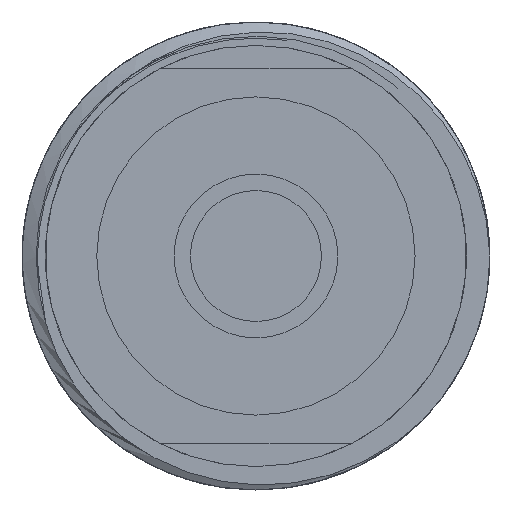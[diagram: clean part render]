
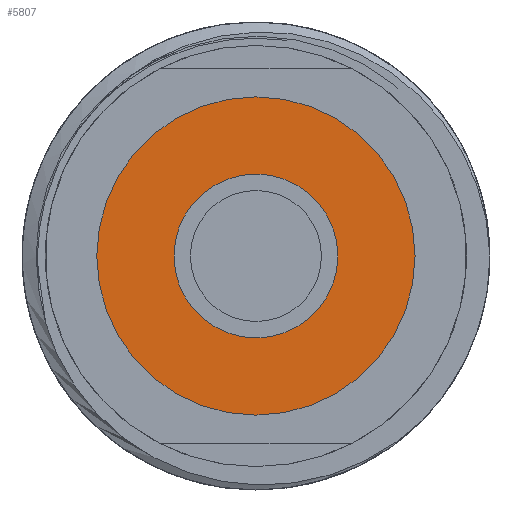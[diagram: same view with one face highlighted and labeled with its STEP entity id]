
A CAD part, left-side view. The second image highlights one B-rep face of the part: STEP entity #5807.
In plain terms, the highlighted face is planar.
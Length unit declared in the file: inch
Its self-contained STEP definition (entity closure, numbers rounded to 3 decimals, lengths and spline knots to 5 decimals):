
#115 = DIRECTION ( 'NONE',  ( 0., -1., 0. ) ) ;
#144 = CARTESIAN_POINT ( 'NONE',  ( 0., -0.07874, 0. ) ) ;
#148 = EDGE_CURVE ( 'NONE', #5324, #5232, #707, .T. ) ;
#213 = ORIENTED_EDGE ( 'NONE', *, *, #2523, .F. ) ;
#411 = EDGE_CURVE ( 'NONE', #5192, #3548, #1748, .T. ) ;
#462 = PLANE ( 'NONE',  #3177 ) ;
#510 = CARTESIAN_POINT ( 'NONE',  ( 0.0689, -0.07874, 0. ) ) ;
#511 = DIRECTION ( 'NONE',  ( 0., 1., 0. ) ) ;
#659 = CARTESIAN_POINT ( 'NONE',  ( 0., -0.07874, 0.0689 ) ) ;
#707 = CIRCLE ( 'NONE', #2122, 0.0689 ) ;
#719 = CIRCLE ( 'NONE', #2319, 0.13386 ) ;
#852 = CARTESIAN_POINT ( 'NONE',  ( 0., -0.07874, 0.13386 ) ) ;
#898 = ORIENTED_EDGE ( 'NONE', *, *, #4072, .F. ) ;
#967 = CARTESIAN_POINT ( 'NONE',  ( 0., -0.07874, -0.13386 ) ) ;
#1403 = DIRECTION ( 'NONE',  ( 0., 1., 0. ) ) ;
#1453 = FACE_OUTER_BOUND ( 'NONE', #4861, .T. ) ;
#1642 = DIRECTION ( 'NONE',  ( 0., 1., 0. ) ) ;
#1748 = CIRCLE ( 'NONE', #5009, 0.13386 ) ;
#1873 = CARTESIAN_POINT ( 'NONE',  ( 0., -0.07874, -0.0689 ) ) ;
#1948 = CIRCLE ( 'NONE', #2983, 0.0689 ) ;
#1955 = DIRECTION ( 'NONE',  ( 0., 0., -1. ) ) ;
#2122 = AXIS2_PLACEMENT_3D ( 'NONE', #3510, #3539, #3157 ) ;
#2319 = AXIS2_PLACEMENT_3D ( 'NONE', #3659, #511, #3108 ) ;
#2523 = EDGE_CURVE ( 'NONE', #3548, #5192, #719, .T. ) ;
#2983 = AXIS2_PLACEMENT_3D ( 'NONE', #144, #115, #1955 ) ;
#3108 = DIRECTION ( 'NONE',  ( 0., 0., -1. ) ) ;
#3157 = DIRECTION ( 'NONE',  ( 0., 0., -1. ) ) ;
#3177 = AXIS2_PLACEMENT_3D ( 'NONE', #510, #1403, #5028 ) ;
#3255 = EDGE_LOOP ( 'NONE', ( #3986, #898 ) ) ;
#3443 = DIRECTION ( 'NONE',  ( 0., 0., -1. ) ) ;
#3510 = CARTESIAN_POINT ( 'NONE',  ( 0., -0.07874, 0. ) ) ;
#3539 = DIRECTION ( 'NONE',  ( 0., -1., 0. ) ) ;
#3548 = VERTEX_POINT ( 'NONE', #967 ) ;
#3627 = ORIENTED_EDGE ( 'NONE', *, *, #411, .F. ) ;
#3659 = CARTESIAN_POINT ( 'NONE',  ( 0., -0.07874, 0. ) ) ;
#3986 = ORIENTED_EDGE ( 'NONE', *, *, #148, .F. ) ;
#4072 = EDGE_CURVE ( 'NONE', #5232, #5324, #1948, .T. ) ;
#4861 = EDGE_LOOP ( 'NONE', ( #213, #3627 ) ) ;
#4995 = FACE_BOUND ( 'NONE', #3255, .T. ) ;
#5009 = AXIS2_PLACEMENT_3D ( 'NONE', #5215, #1642, #3443 ) ;
#5028 = DIRECTION ( 'NONE',  ( 0., 0., 1. ) ) ;
#5192 = VERTEX_POINT ( 'NONE', #852 ) ;
#5215 = CARTESIAN_POINT ( 'NONE',  ( 0., -0.07874, 0. ) ) ;
#5232 = VERTEX_POINT ( 'NONE', #1873 ) ;
#5324 = VERTEX_POINT ( 'NONE', #659 ) ;
#5807 = ADVANCED_FACE ( 'NONE', ( #4995, #1453 ), #462, .F. ) ;
